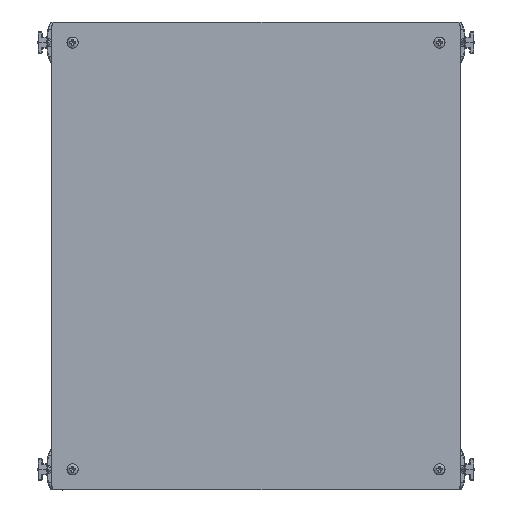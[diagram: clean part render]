
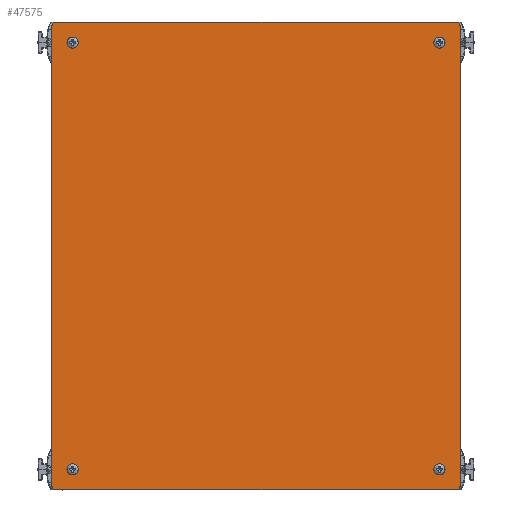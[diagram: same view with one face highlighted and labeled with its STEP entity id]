
A CAD part, top view. The second image highlights one B-rep face of the part: STEP entity #47575.
In plain terms, the highlighted planar face has unit normal (0, 0, 1).
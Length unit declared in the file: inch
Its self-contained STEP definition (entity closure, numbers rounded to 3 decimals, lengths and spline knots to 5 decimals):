
#234 = CARTESIAN_POINT ( 'NONE',  ( 0.10205, -0.02459, 0.04 ) ) ;
#725 = PLANE ( 'NONE',  #51366 ) ;
#1359 = EDGE_LOOP ( 'NONE', ( #18496 ) ) ;
#2121 = CARTESIAN_POINT ( 'NONE',  ( 6.35205, -7.14959, 0.04 ) ) ;
#2654 = ORIENTED_EDGE ( 'NONE', *, *, #73815, .F. ) ;
#3400 = EDGE_CURVE ( 'NONE', #48161, #18220, #36712, .T. ) ;
#3552 = VERTEX_POINT ( 'NONE', #55605 ) ;
#4640 = DIRECTION ( 'NONE',  ( 1., 0., 0. ) ) ;
#7608 = FACE_BOUND ( 'NONE', #1359, .T. ) ;
#8130 = EDGE_CURVE ( 'NONE', #44178, #23914, #59531, .T. ) ;
#9479 = CARTESIAN_POINT ( 'NONE',  ( -5.89745, -7.14959, 0.04 ) ) ;
#11126 = CARTESIAN_POINT ( 'NONE',  ( 6.91455, -7.71209, 0.04 ) ) ;
#11881 = DIRECTION ( 'NONE',  ( -1., 0., 0. ) ) ;
#11970 = VERTEX_POINT ( 'NONE', #16535 ) ;
#13679 = VERTEX_POINT ( 'NONE', #17361 ) ;
#13904 = ORIENTED_EDGE ( 'NONE', *, *, #8130, .F. ) ;
#14030 = DIRECTION ( 'NONE',  ( 0., 0., 1. ) ) ;
#14297 = AXIS2_PLACEMENT_3D ( 'NONE', #79685, #20340, #4640 ) ;
#15052 = CIRCLE ( 'NONE', #90235, 0.125 ) ;
#16309 = CIRCLE ( 'NONE', #38223, 0.125 ) ;
#16535 = CARTESIAN_POINT ( 'NONE',  ( -6.71045, 7.66291, 0.04 ) ) ;
#17361 = CARTESIAN_POINT ( 'NONE',  ( -6.71045, -7.71209, 0.04 ) ) ;
#18220 = VERTEX_POINT ( 'NONE', #95777 ) ;
#18496 = ORIENTED_EDGE ( 'NONE', *, *, #26003, .T. ) ;
#18940 = ORIENTED_EDGE ( 'NONE', *, *, #21333, .F. ) ;
#19708 = EDGE_CURVE ( 'NONE', #78600, #78600, #67021, .T. ) ;
#20013 = CARTESIAN_POINT ( 'NONE',  ( -6.02245, -7.14959, 0.04 ) ) ;
#20243 = CARTESIAN_POINT ( 'NONE',  ( 6.91455, 7.66291, 0.04 ) ) ;
#20340 = DIRECTION ( 'NONE',  ( 0., 0., -1. ) ) ;
#20517 = ORIENTED_EDGE ( 'NONE', *, *, #30768, .F. ) ;
#21333 = EDGE_CURVE ( 'NONE', #33100, #44178, #59331, .T. ) ;
#21692 = DIRECTION ( 'NONE',  ( 0., 0., -1. ) ) ;
#22352 = FACE_BOUND ( 'NONE', #89451, .T. ) ;
#23914 = VERTEX_POINT ( 'NONE', #11126 ) ;
#24088 = VECTOR ( 'NONE', #67364, 39.37008 ) ;
#26003 = EDGE_CURVE ( 'NONE', #3552, #3552, #84998, .T. ) ;
#26018 = VECTOR ( 'NONE', #32762, 39.37008 ) ;
#27216 = CARTESIAN_POINT ( 'NONE',  ( -6.58545, 7.66291, 0.04 ) ) ;
#27429 = DIRECTION ( 'NONE',  ( -1., 0., 0. ) ) ;
#29079 = EDGE_LOOP ( 'NONE', ( #44887 ) ) ;
#29348 = CARTESIAN_POINT ( 'NONE',  ( 6.78955, -7.83709, 0.04 ) ) ;
#29735 = EDGE_CURVE ( 'NONE', #84026, #84026, #15052, .T. ) ;
#30525 = EDGE_CURVE ( 'NONE', #11970, #53293, #95009, .T. ) ;
#30768 = EDGE_CURVE ( 'NONE', #18220, #13679, #79312, .T. ) ;
#32245 = EDGE_LOOP ( 'NONE', ( #77915 ) ) ;
#32762 = DIRECTION ( 'NONE',  ( 1., 0., 0. ) ) ;
#33100 = VERTEX_POINT ( 'NONE', #65447 ) ;
#33287 = DIRECTION ( 'NONE',  ( 1., 0., 0. ) ) ;
#33760 = VERTEX_POINT ( 'NONE', #92621 ) ;
#34039 = DIRECTION ( 'NONE',  ( 1., 0., 0. ) ) ;
#34441 = ORIENTED_EDGE ( 'NONE', *, *, #36616, .F. ) ;
#34950 = AXIS2_PLACEMENT_3D ( 'NONE', #43057, #87653, #74891 ) ;
#35739 = AXIS2_PLACEMENT_3D ( 'NONE', #74653, #21692, #71894 ) ;
#36616 = EDGE_CURVE ( 'NONE', #23914, #48161, #77239, .T. ) ;
#36712 = LINE ( 'NONE', #66157, #92785 ) ;
#36867 = EDGE_CURVE ( 'NONE', #13679, #11970, #65965, .T. ) ;
#37535 = FACE_BOUND ( 'NONE', #29079, .T. ) ;
#37807 = CARTESIAN_POINT ( 'NONE',  ( 6.78955, 7.66291, 0.04 ) ) ;
#38223 = AXIS2_PLACEMENT_3D ( 'NONE', #71297, #73233, #34039 ) ;
#39724 = VECTOR ( 'NONE', #57667, 39.37008 ) ;
#39888 = DIRECTION ( 'NONE',  ( 0., 0., -1. ) ) ;
#43057 = CARTESIAN_POINT ( 'NONE',  ( 6.78955, -7.71209, 0.04 ) ) ;
#43942 = FACE_BOUND ( 'NONE', #32245, .T. ) ;
#44178 = VERTEX_POINT ( 'NONE', #20243 ) ;
#44887 = ORIENTED_EDGE ( 'NONE', *, *, #85311, .T. ) ;
#47575 = ADVANCED_FACE ( 'NONE', ( #22352, #7608, #37535, #43942, #67958 ), #725, .T. ) ;
#48161 = VERTEX_POINT ( 'NONE', #29348 ) ;
#48477 = DIRECTION ( 'NONE',  ( 0., 0., -1. ) ) ;
#48594 = EDGE_LOOP ( 'NONE', ( #18940, #2654, #51428, #73163, #20517, #53889, #34441, #13904 ) ) ;
#51366 = AXIS2_PLACEMENT_3D ( 'NONE', #234, #14030, #89530 ) ;
#51428 = ORIENTED_EDGE ( 'NONE', *, *, #30525, .F. ) ;
#51740 = CARTESIAN_POINT ( 'NONE',  ( -6.71045, -7.83709, 0.04 ) ) ;
#52556 = DIRECTION ( 'NONE',  ( -1., 0., 0. ) ) ;
#53293 = VERTEX_POINT ( 'NONE', #70042 ) ;
#53889 = ORIENTED_EDGE ( 'NONE', *, *, #3400, .F. ) ;
#53900 = CARTESIAN_POINT ( 'NONE',  ( -6.71045, 7.78791, 0.04 ) ) ;
#55605 = CARTESIAN_POINT ( 'NONE',  ( -5.89745, 7.10041, 0.04 ) ) ;
#56379 = ORIENTED_EDGE ( 'NONE', *, *, #29735, .T. ) ;
#57150 = DIRECTION ( 'NONE',  ( 0., 0., -1. ) ) ;
#57667 = DIRECTION ( 'NONE',  ( 0., 1., 0. ) ) ;
#59331 = CIRCLE ( 'NONE', #65647, 0.125 ) ;
#59531 = LINE ( 'NONE', #66401, #24088 ) ;
#65447 = CARTESIAN_POINT ( 'NONE',  ( 6.78955, 7.78791, 0.04 ) ) ;
#65647 = AXIS2_PLACEMENT_3D ( 'NONE', #37807, #76067, #52556 ) ;
#65965 = LINE ( 'NONE', #51740, #39724 ) ;
#66157 = CARTESIAN_POINT ( 'NONE',  ( 6.91455, -7.83709, 0.04 ) ) ;
#66401 = CARTESIAN_POINT ( 'NONE',  ( 6.91455, 7.78791, 0.04 ) ) ;
#66775 = AXIS2_PLACEMENT_3D ( 'NONE', #27216, #57150, #87024 ) ;
#67021 = CIRCLE ( 'NONE', #35739, 0.125 ) ;
#67364 = DIRECTION ( 'NONE',  ( 0., -1., 0. ) ) ;
#67958 = FACE_OUTER_BOUND ( 'NONE', #48594, .T. ) ;
#70033 = LINE ( 'NONE', #53900, #26018 ) ;
#70042 = CARTESIAN_POINT ( 'NONE',  ( -6.58545, 7.78791, 0.04 ) ) ;
#71297 = CARTESIAN_POINT ( 'NONE',  ( 6.22705, 7.10041, 0.04 ) ) ;
#71894 = DIRECTION ( 'NONE',  ( 1., 0., 0. ) ) ;
#73163 = ORIENTED_EDGE ( 'NONE', *, *, #36867, .F. ) ;
#73233 = DIRECTION ( 'NONE',  ( 0., 0., -1. ) ) ;
#73815 = EDGE_CURVE ( 'NONE', #53293, #33100, #70033, .T. ) ;
#74653 = CARTESIAN_POINT ( 'NONE',  ( 6.22705, -7.14959, 0.04 ) ) ;
#74891 = DIRECTION ( 'NONE',  ( -1., 0., 0. ) ) ;
#76067 = DIRECTION ( 'NONE',  ( 0., 0., -1. ) ) ;
#76178 = AXIS2_PLACEMENT_3D ( 'NONE', #77628, #39888, #11881 ) ;
#77239 = CIRCLE ( 'NONE', #34950, 0.125 ) ;
#77628 = CARTESIAN_POINT ( 'NONE',  ( -6.58545, -7.71209, 0.04 ) ) ;
#77915 = ORIENTED_EDGE ( 'NONE', *, *, #19708, .T. ) ;
#78600 = VERTEX_POINT ( 'NONE', #2121 ) ;
#79312 = CIRCLE ( 'NONE', #76178, 0.125 ) ;
#79685 = CARTESIAN_POINT ( 'NONE',  ( -6.02245, 7.10041, 0.04 ) ) ;
#84026 = VERTEX_POINT ( 'NONE', #9479 ) ;
#84998 = CIRCLE ( 'NONE', #14297, 0.125 ) ;
#85311 = EDGE_CURVE ( 'NONE', #33760, #33760, #16309, .T. ) ;
#87024 = DIRECTION ( 'NONE',  ( 1., 0., 0. ) ) ;
#87653 = DIRECTION ( 'NONE',  ( 0., 0., -1. ) ) ;
#89451 = EDGE_LOOP ( 'NONE', ( #56379 ) ) ;
#89530 = DIRECTION ( 'NONE',  ( 1., 0., 0. ) ) ;
#90235 = AXIS2_PLACEMENT_3D ( 'NONE', #20013, #48477, #33287 ) ;
#92621 = CARTESIAN_POINT ( 'NONE',  ( 6.35205, 7.10041, 0.04 ) ) ;
#92785 = VECTOR ( 'NONE', #27429, 39.37008 ) ;
#95009 = CIRCLE ( 'NONE', #66775, 0.125 ) ;
#95777 = CARTESIAN_POINT ( 'NONE',  ( -6.58545, -7.83709, 0.04 ) ) ;
